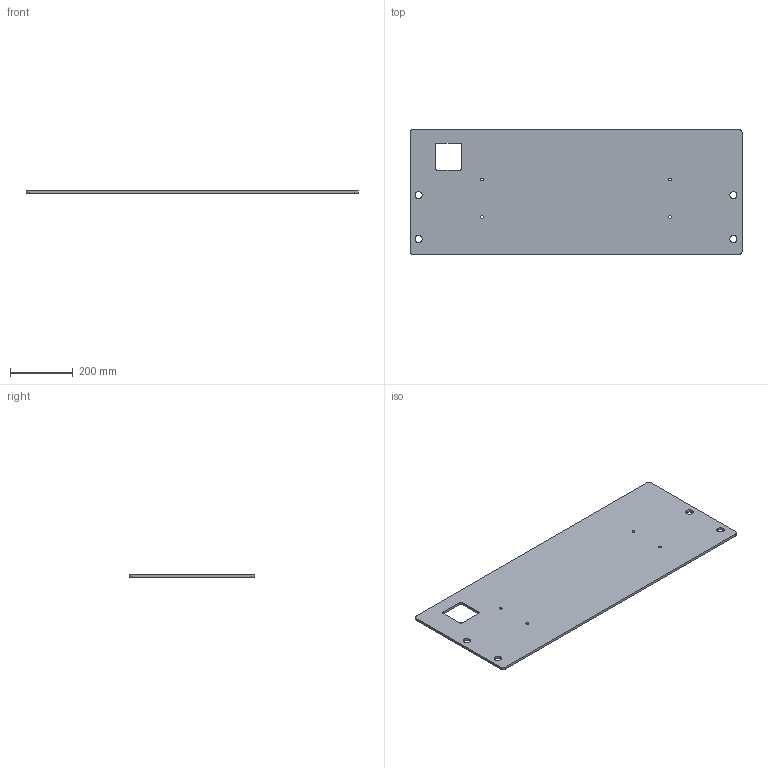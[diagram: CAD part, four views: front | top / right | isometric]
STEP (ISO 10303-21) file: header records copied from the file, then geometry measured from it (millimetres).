
FILE_DESCRIPTION(/* description */ (''),/* implementation_level */ '2;1');
FILE_NAME(/* name */ 'Plaque plexiglass batterie.step',/* time_stamp */ '2024-10-04T18:55:50+02:00',/* author */ (''),/* organization */ (''),/* preprocessor_version */ 'ST-DEVELOPER v20',/* originating_system */ 'Autodesk Translation Framework v13.20.0.188',/* authorisation */ '');
FILE_SCHEMA (('AUTOMOTIVE_DESIGN { 1 0 10303 214 3 1 1 }'));
Length unit declared in the file: millimetre
Products named in the file (1): Plaque plexiglass batterie
Bounding box: 1060 x 400 x 8 mm (x, y, z)
Volume: 3318354 mm3; surface area: 858679.5 mm2
Topology: 1 solids, 1 shells, 26 faces, 72 edges, 48 vertices
Faces by surface type: cylinder 16, plane 10
Full cylindrical faces by diameter (mm): 9 x4, 23 x4
Entity records: 917 total; most frequent: DIRECTION 158, CARTESIAN_POINT 147, ORIENTED_EDGE 144, EDGE_CURVE 72, AXIS2_PLACEMENT_3D 59, VERTEX_POINT 48, EDGE_LOOP 44, LINE 40
